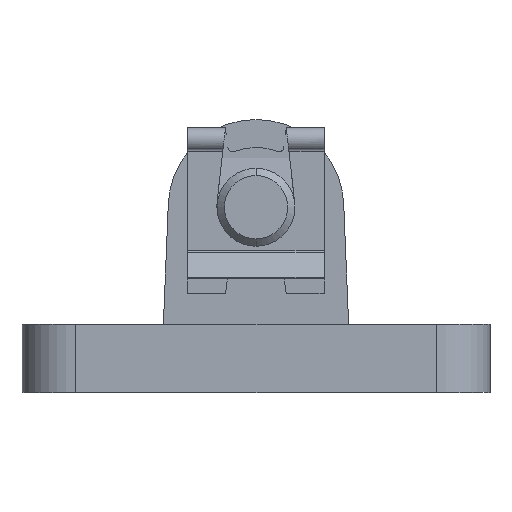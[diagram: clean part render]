
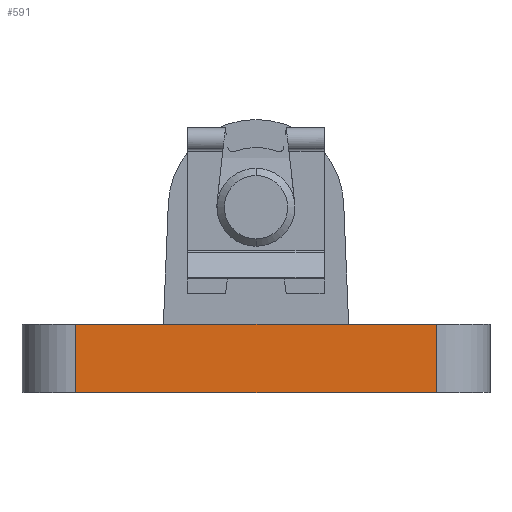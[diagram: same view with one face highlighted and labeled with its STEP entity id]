
A CAD part, left-side view. The second image highlights one B-rep face of the part: STEP entity #591.
In plain terms, the highlighted planar face has unit normal (-1, 0, 0).
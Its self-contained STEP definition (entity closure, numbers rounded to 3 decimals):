
#244 = ORIENTED_EDGE ( 'NONE', *, *, #4393, .F. ) ;
#245 = ORIENTED_EDGE ( 'NONE', *, *, #4410, .T. ) ;
#249 = ORIENTED_EDGE ( 'NONE', *, *, #4409, .T. ) ;
#250 = ORIENTED_EDGE ( 'NONE', *, *, #4408, .T. ) ;
#591 = ADVANCED_FACE ( 'NONE', ( #1091 ), #4067, .F. ) ;
#1091 = FACE_OUTER_BOUND ( 'NONE', #1884, .T. ) ;
#1630 = VECTOR ( 'NONE', #3373, 1000. ) ;
#1639 = LINE ( 'NONE', #3364, #1630 ) ;
#1652 = VECTOR ( 'NONE', #3408, 1000. ) ;
#1656 = LINE ( 'NONE', #3407, #1652 ) ;
#1662 = LINE ( 'NONE', #3399, #1664 ) ;
#1664 = VECTOR ( 'NONE', #3410, 1000. ) ;
#1666 = LINE ( 'NONE', #3411, #1667 ) ;
#1667 = VECTOR ( 'NONE', #3412, 1000. ) ;
#1762 = VERTEX_POINT ( 'NONE', #4339 ) ;
#1847 = VERTEX_POINT ( 'NONE', #2526 ) ;
#1884 = EDGE_LOOP ( 'NONE', ( #249, #250, #244, #245 ) ) ;
#2334 = AXIS2_PLACEMENT_3D ( 'NONE', #4070, #4076, #4077 ) ;
#2526 = CARTESIAN_POINT ( 'NONE',  ( 0., 9., 0. ) ) ;
#3300 = CARTESIAN_POINT ( 'NONE',  ( 0., 83., 0. ) ) ;
#3331 = CARTESIAN_POINT ( 'NONE',  ( 0., 9., 14. ) ) ;
#3364 = CARTESIAN_POINT ( 'NONE',  ( 0., -2., 14. ) ) ;
#3373 = DIRECTION ( 'NONE',  ( 0., -1., 0. ) ) ;
#3399 = CARTESIAN_POINT ( 'NONE',  ( 0., -2., 0. ) ) ;
#3407 = CARTESIAN_POINT ( 'NONE',  ( 0., 9., 14. ) ) ;
#3408 = DIRECTION ( 'NONE',  ( 0., 0., 1. ) ) ;
#3410 = DIRECTION ( 'NONE',  ( 0., -1., 0. ) ) ;
#3411 = CARTESIAN_POINT ( 'NONE',  ( 0., 83., 14. ) ) ;
#3412 = DIRECTION ( 'NONE',  ( 0., 0., -1. ) ) ;
#3698 = VERTEX_POINT ( 'NONE', #3331 ) ;
#3704 = VERTEX_POINT ( 'NONE', #3300 ) ;
#4067 = PLANE ( 'NONE',  #2334 ) ;
#4070 = CARTESIAN_POINT ( 'NONE',  ( 0., -2., 14. ) ) ;
#4076 = DIRECTION ( 'NONE',  ( 1., 0., 0. ) ) ;
#4077 = DIRECTION ( 'NONE',  ( 0., 0., -1. ) ) ;
#4339 = CARTESIAN_POINT ( 'NONE',  ( 0., 83., 14. ) ) ;
#4393 = EDGE_CURVE ( 'NONE', #1762, #3698, #1639, .T. ) ;
#4408 = EDGE_CURVE ( 'NONE', #1847, #3698, #1656, .T. ) ;
#4409 = EDGE_CURVE ( 'NONE', #3704, #1847, #1662, .T. ) ;
#4410 = EDGE_CURVE ( 'NONE', #1762, #3704, #1666, .T. ) ;
